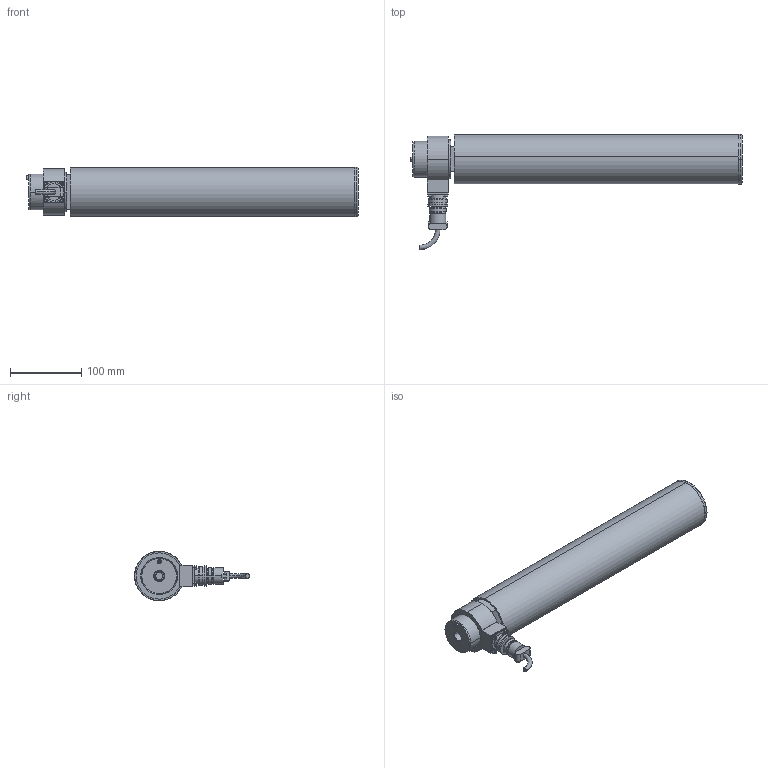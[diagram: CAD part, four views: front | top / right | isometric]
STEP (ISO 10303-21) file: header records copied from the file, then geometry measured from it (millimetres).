
FILE_DESCRIPTION (( 'STEP AP203' ), '1' );
FILE_NAME ('31102184_stp_-.step', '2020-02-21T16:37:15', ( '' ), ( '' ), 'SwSTEP 2.0', 'SolidWorks 2018', '' );
FILE_SCHEMA (( 'CONFIG_CONTROL_DESIGN' ));
Length unit declared in the file: millimetre
Products named in the file (14): 47679_01; Federringe_DIN127A_M03; 47726-04_stp_01; Zyl-Schr DIN912_M3x25; FLANSCHDOSE_14S-2P_4-POLIG; Lamellenstopfen_D_070; 47708_H15; Si-Ring DIN472_D55x2; 47675_01; Spannstift_ISO13337_D06x12; 49026_01; 130508.8_01; RKL_6006_01; 31102184_stp_-
Assembly tree (21 placements, depth 2):
  31102184_stp_-
    47726-04_stp_01
    47675_01
    47708_H15
    47679_01
    49026_01
    FLANSCHDOSE_14S-2P_4-POLIG
    130508.8_01
    Si-Ring DIN472_D55x2  x2
    Federringe_DIN127A_M03  x4
    Zyl-Schr DIN912_M3x25  x4
    Lamellenstopfen_D_070
    Spannstift_ISO13337_D06x12
    RKL_6006_01  x2
Bounding box: 467 x 162.15 x 70 mm (x, y, z)
Volume: 853834.5 mm3; surface area: 305921.2 mm2
Topology: 31 solids, 31 shells, 597 faces, 1384 edges, 874 vertices
Faces by surface type: cylinder 259, plane 172, cone 74, torus 70, sphere 16, bspline 6
Entity records: 15578 total; most frequent: CARTESIAN_POINT 3032, DIRECTION 2531, ORIENTED_EDGE 2066, AXIS2_PLACEMENT_3D 1058, EDGE_CURVE 1033, VERTEX_POINT 652, CIRCLE 580, EDGE_LOOP 557
